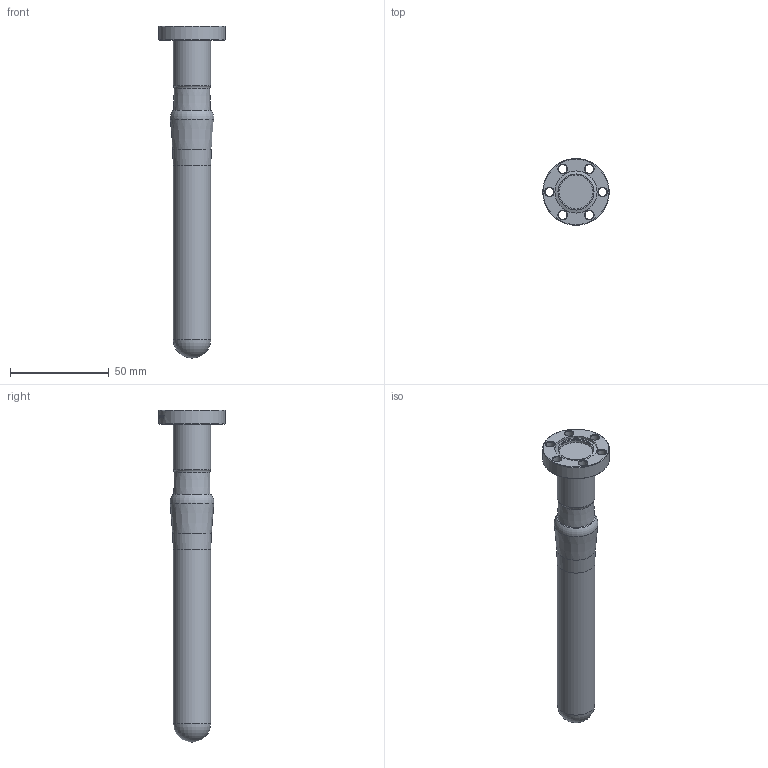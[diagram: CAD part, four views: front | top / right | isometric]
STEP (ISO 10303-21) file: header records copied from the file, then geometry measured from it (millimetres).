
FILE_DESCRIPTION(/* description */ ('Alibre Inc.'),/* implementation_level */ '2;1');
FILE_NAME(/* name */ 'export-ECA9A9CF-72C6-4FE3-98F6-1D38024F3DFF',/* time_stamp */ '2023-05-03T08:19:43-07:00',/* author */ (''),/* organization */ (''),/* preprocessor_version */ 'ST-DEVELOPER v17',/* originating_system */ 'Alibre',/* authorisation */ '');
FILE_SCHEMA (('CONFIG_CONTROL_DESIGN'));
Length unit declared in the file: inch
Bounding box: 33.78 x 33.78 x 168.4 mm (x, y, z)
Volume: 51078.2 mm3; surface area: 12619.6 mm2
Topology: 1 solids, 1 shells, 406 faces, 1100 edges, 727 vertices
Faces by surface type: bspline 229, plane 115, cylinder 40, cone 17, torus 5
Full cylindrical faces by diameter (mm): 4.369 x6, 17.272 x1, 18.288 x1, 19 x1, 19.05 x1, 21.387 x1, 33.782 x1
Entity records: 15237 total; most frequent: CARTESIAN_POINT 6655, ORIENTED_EDGE 2122, EDGE_CURVE 1061, DIRECTION 979, VERTEX_POINT 722, EDGE_LOOP 483, FACE_BOUND 483, B_SPLINE_CURVE_WITH_KNOTS 464
